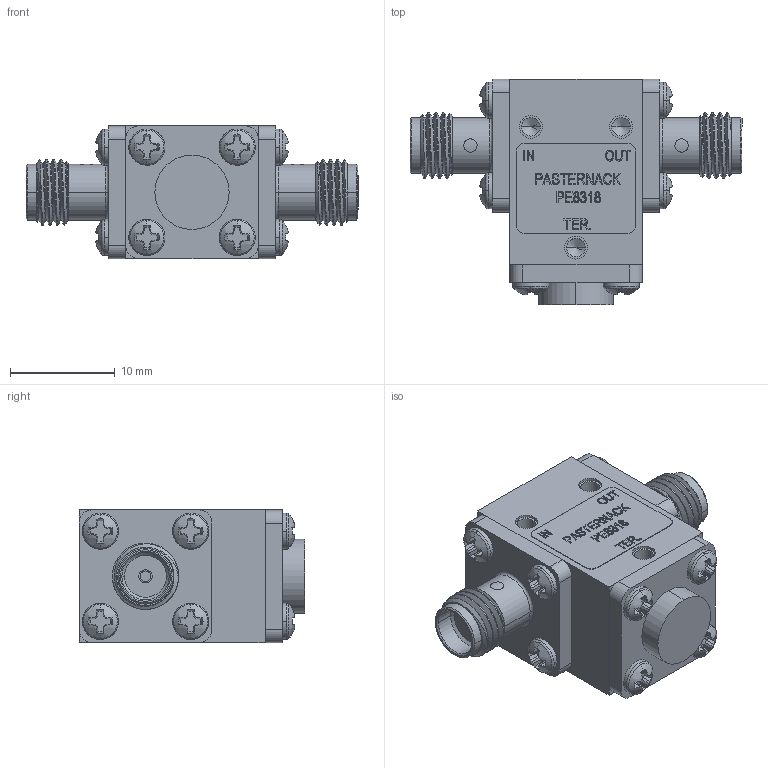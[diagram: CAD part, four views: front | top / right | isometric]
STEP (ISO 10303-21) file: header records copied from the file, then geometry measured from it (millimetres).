
FILE_DESCRIPTION (( 'STEP AP203' ), '1' );
FILE_NAME ('PE8318.step', '2018-07-30T15:34:44', ( '' ), ( '' ), 'SwSTEP 2.0', 'SolidWorks 2017', '' );
FILE_SCHEMA (( 'CONFIG_CONTROL_DESIGN' ));
Products named in the file (1): PE8318
Bounding box: 31.75 x 21.59 x 12.75 mm (x, y, z)
Volume: 4023.1 mm3; surface area: 2773.9 mm2
Topology: 1 solids, 17 shells, 1034 faces, 2735 edges, 1799 vertices
Faces by surface type: plane 500, cylinder 238, bspline 202, cone 90, torus 4
Entity records: 55552 total; most frequent: CARTESIAN_POINT 32097, ORIENTED_EDGE 5458, DIRECTION 3981, EDGE_CURVE 2729, VERTEX_POINT 1799, AXIS2_PLACEMENT_3D 1333, VECTOR 1315, LINE 1315
